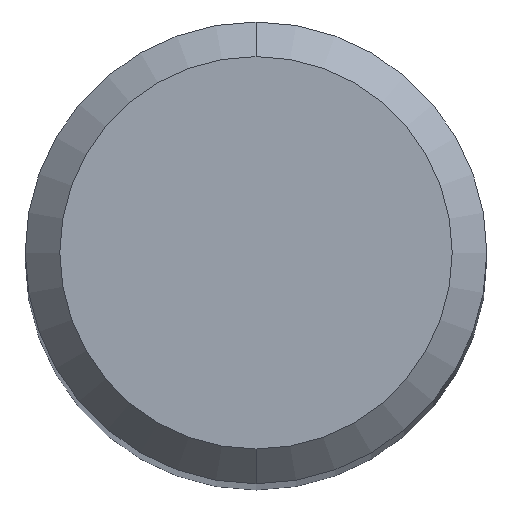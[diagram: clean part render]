
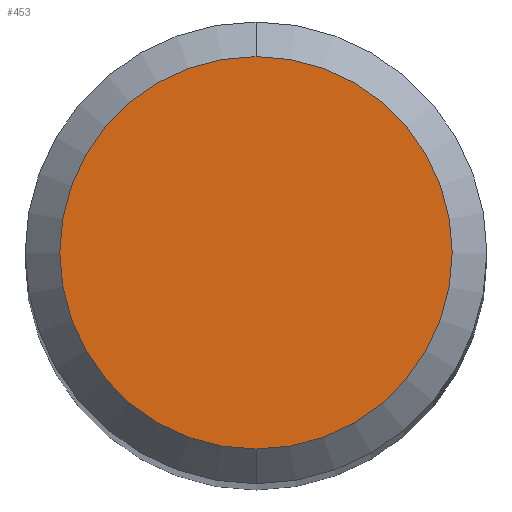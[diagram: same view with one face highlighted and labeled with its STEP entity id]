
A CAD part, top view. The second image highlights one B-rep face of the part: STEP entity #453.
In plain terms, the highlighted planar face has unit normal (0, 0, 1).
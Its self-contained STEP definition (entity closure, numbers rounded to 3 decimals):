
#453=ADVANCED_FACE('',(#1126),#1127,.T.);
#493=VERTEX_POINT('',#1173);
#577=EDGE_CURVE('',#641,#493,#1266,.T.);
#629=EDGE_CURVE('',#493,#641,#1319,.T.);
#641=VERTEX_POINT('',#1331);
#1126=FACE_OUTER_BOUND('',#2321,.T.);
#1127=PLANE('',#2322);
#1173=CARTESIAN_POINT('',(0.,-1.7,0.0));
#1266=CIRCLE('',#2807,1.7);
#1319=CIRCLE('',#2989,1.7);
#1331=CARTESIAN_POINT('',(0.0,1.7,0.0));
#2321=EDGE_LOOP('',(#4859,#4860));
#2322=AXIS2_PLACEMENT_3D('',#4861,#4862,#4863);
#2807=AXIS2_PLACEMENT_3D('',#5039,#5040,#5041);
#2989=AXIS2_PLACEMENT_3D('',#5065,#5066,#5067);
#4859=ORIENTED_EDGE('',*,*,#577,.F.);
#4860=ORIENTED_EDGE('',*,*,#629,.F.);
#4861=CARTESIAN_POINT('',(0.0,0.85,0.0));
#4862=DIRECTION('',(-0.0,0.0,1.0));
#4863=DIRECTION('',(0.0,-1.0,0.0));
#5039=CARTESIAN_POINT('',(0.0,0.0,0.0));
#5040=DIRECTION('',(0.0,0.0,-1.0));
#5041=DIRECTION('',(0.0,1.0,0.0));
#5065=CARTESIAN_POINT('',(0.0,0.0,0.0));
#5066=DIRECTION('',(0.0,0.0,-1.0));
#5067=DIRECTION('',(0.0,1.0,0.0));
